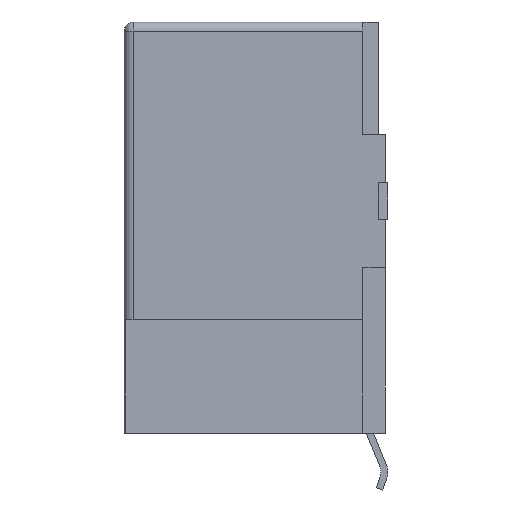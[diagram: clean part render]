
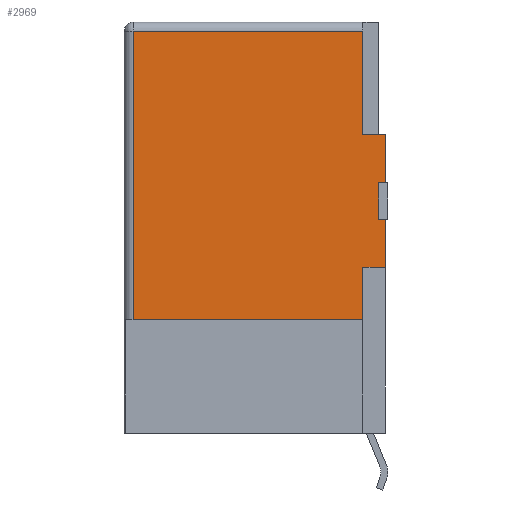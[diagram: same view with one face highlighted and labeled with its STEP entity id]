
A CAD part, left-side view. The second image highlights one B-rep face of the part: STEP entity #2969.
In plain terms, the highlighted planar face has unit normal (-1, 0, 0).
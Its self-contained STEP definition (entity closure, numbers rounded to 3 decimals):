
#11 = ORIENTED_EDGE ( 'NONE', *, *, #340, .F. ) ;
#18 = VERTEX_POINT ( 'NONE', #770 ) ;
#21 = ORIENTED_EDGE ( 'NONE', *, *, #326, .T. ) ;
#28 = VERTEX_POINT ( 'NONE', #755 ) ;
#101 = ORIENTED_EDGE ( 'NONE', *, *, #1194, .T. ) ;
#161 = ORIENTED_EDGE ( 'NONE', *, *, #1223, .T. ) ;
#181 = ORIENTED_EDGE ( 'NONE', *, *, #1231, .F. ) ;
#191 = ORIENTED_EDGE ( 'NONE', *, *, #332, .F. ) ;
#201 = ORIENTED_EDGE ( 'NONE', *, *, #1203, .T. ) ;
#208 = VERTEX_POINT ( 'NONE', #804 ) ;
#217 = VERTEX_POINT ( 'NONE', #797 ) ;
#293 = DIRECTION ( 'NONE',  ( 0., 0., -1. ) ) ;
#300 = EDGE_CURVE ( 'NONE', #5551, #208, #1619, .T. ) ;
#326 = EDGE_CURVE ( 'NONE', #5901, #5921, #1671, .T. ) ;
#332 = EDGE_CURVE ( 'NONE', #5590, #5890, #1683, .T. ) ;
#334 = EDGE_CURVE ( 'NONE', #18, #5901, #1689, .T. ) ;
#340 = EDGE_CURVE ( 'NONE', #28, #5921, #1701, .T. ) ;
#755 = CARTESIAN_POINT ( 'NONE',  ( -6.48, 1., -13.1 ) ) ;
#770 = CARTESIAN_POINT ( 'NONE',  ( -6.48, 1., -0.4 ) ) ;
#797 = CARTESIAN_POINT ( 'NONE',  ( -6.48, 0., -8.68 ) ) ;
#804 = CARTESIAN_POINT ( 'NONE',  ( -6.48, 0., -7.08 ) ) ;
#830 = CARTESIAN_POINT ( 'NONE',  ( -6.48, 0., -10.805 ) ) ;
#931 = EDGE_CURVE ( 'NONE', #217, #5590, #1782, .T. ) ;
#1194 = EDGE_CURVE ( 'NONE', #28, #5890, #2268, .T. ) ;
#1203 = EDGE_CURVE ( 'NONE', #5491, #18, #2286, .T. ) ;
#1214 = EDGE_CURVE ( 'NONE', #5891, #217, #2306, .T. ) ;
#1223 = EDGE_CURVE ( 'NONE', #5911, #208, #2326, .T. ) ;
#1230 = EDGE_CURVE ( 'NONE', #5551, #5491, #2340, .T. ) ;
#1231 = EDGE_CURVE ( 'NONE', #5911, #5891, #2342, .T. ) ;
#1241 = CARTESIAN_POINT ( 'NONE',  ( -6.48, -5.881, -10.805 ) ) ;
#1248 = DIRECTION ( 'NONE',  ( 0., 1., 0. ) ) ;
#1619 = LINE ( 'NONE', #830, #1624 ) ;
#1624 = VECTOR ( 'NONE', #293, 1000. ) ;
#1671 = LINE ( 'NONE', #3641, #1676 ) ;
#1676 = VECTOR ( 'NONE', #3639, 1000. ) ;
#1683 = LINE ( 'NONE', #1241, #1688 ) ;
#1688 = VECTOR ( 'NONE', #1248, 1000. ) ;
#1689 = LINE ( 'NONE', #5441, #1692 ) ;
#1692 = VECTOR ( 'NONE', #5442, 1000. ) ;
#1701 = LINE ( 'NONE', #3672, #1704 ) ;
#1704 = VECTOR ( 'NONE', #3664, 1000. ) ;
#1782 = LINE ( 'NONE', #2476, #1785 ) ;
#1785 = VECTOR ( 'NONE', #2477, 1000. ) ;
#2268 = LINE ( 'NONE', #4110, #2271 ) ;
#2271 = VECTOR ( 'NONE', #4113, 1000. ) ;
#2286 = LINE ( 'NONE', #4151, #2289 ) ;
#2289 = VECTOR ( 'NONE', #4153, 1000. ) ;
#2306 = LINE ( 'NONE', #4188, #2311 ) ;
#2311 = VECTOR ( 'NONE', #4201, 1000. ) ;
#2326 = LINE ( 'NONE', #4240, #2329 ) ;
#2329 = VECTOR ( 'NONE', #4242, 1000. ) ;
#2340 = LINE ( 'NONE', #4270, #2343 ) ;
#2342 = LINE ( 'NONE', #4275, #2345 ) ;
#2343 = VECTOR ( 'NONE', #4273, 1000. ) ;
#2345 = VECTOR ( 'NONE', #4278, 1000. ) ;
#2476 = CARTESIAN_POINT ( 'NONE',  ( -6.48, 0., -10.805 ) ) ;
#2477 = DIRECTION ( 'NONE',  ( 0., 0., -1. ) ) ;
#2969 = ADVANCED_FACE ( 'NONE', ( #5349 ), #4080, .T. ) ;
#3639 = DIRECTION ( 'NONE',  ( 0., 0., -1. ) ) ;
#3641 = CARTESIAN_POINT ( 'NONE',  ( -6.48, 11.1, -18.1 ) ) ;
#3664 = DIRECTION ( 'NONE',  ( 0., 1., 0. ) ) ;
#3672 = CARTESIAN_POINT ( 'NONE',  ( -6.48, 0., -13.1 ) ) ;
#4080 = PLANE ( 'NONE',  #4864 ) ;
#4110 = CARTESIAN_POINT ( 'NONE',  ( -6.48, 1., -18.1 ) ) ;
#4113 = DIRECTION ( 'NONE',  ( 0., 0., 1. ) ) ;
#4115 = CARTESIAN_POINT ( 'NONE',  ( -6.48, 1., -18.1 ) ) ;
#4116 = DIRECTION ( 'NONE',  ( -1., 0., 0. ) ) ;
#4118 = DIRECTION ( 'NONE',  ( 0., -1., 0. ) ) ;
#4151 = CARTESIAN_POINT ( 'NONE',  ( -6.48, 1., -18.1 ) ) ;
#4153 = DIRECTION ( 'NONE',  ( 0., 0., 1. ) ) ;
#4188 = CARTESIAN_POINT ( 'NONE',  ( -6.48, 0.32, -8.68 ) ) ;
#4201 = DIRECTION ( 'NONE',  ( 0., -1., 0. ) ) ;
#4240 = CARTESIAN_POINT ( 'NONE',  ( -6.48, 0.32, -7.08 ) ) ;
#4242 = DIRECTION ( 'NONE',  ( 0., -1., 0. ) ) ;
#4270 = CARTESIAN_POINT ( 'NONE',  ( -6.48, -5.881, -4.955 ) ) ;
#4273 = DIRECTION ( 'NONE',  ( 0., 1., 0. ) ) ;
#4275 = CARTESIAN_POINT ( 'NONE',  ( -6.48, 0.32, -7.08 ) ) ;
#4278 = DIRECTION ( 'NONE',  ( 0., 0., -1. ) ) ;
#4492 = CARTESIAN_POINT ( 'NONE',  ( -6.48, 1., -4.955 ) ) ;
#4525 = CARTESIAN_POINT ( 'NONE',  ( -6.48, 0., -4.955 ) ) ;
#4558 = CARTESIAN_POINT ( 'NONE',  ( -6.48, 0., -10.805 ) ) ;
#4745 = CARTESIAN_POINT ( 'NONE',  ( -6.48, 0.32, -8.68 ) ) ;
#4749 = CARTESIAN_POINT ( 'NONE',  ( -6.48, 11.1, -0.4 ) ) ;
#4752 = CARTESIAN_POINT ( 'NONE',  ( -6.48, 0.32, -7.08 ) ) ;
#4754 = CARTESIAN_POINT ( 'NONE',  ( -6.48, 1., -10.805 ) ) ;
#4755 = CARTESIAN_POINT ( 'NONE',  ( -6.48, 11.1, -13.1 ) ) ;
#4864 = AXIS2_PLACEMENT_3D ( 'NONE', #4115, #4116, #4118 ) ;
#5349 = FACE_OUTER_BOUND ( 'NONE', #5818, .T. ) ;
#5441 = CARTESIAN_POINT ( 'NONE',  ( -6.48, 11.5, -0.4 ) ) ;
#5442 = DIRECTION ( 'NONE',  ( 0., 1., 0. ) ) ;
#5456 = ORIENTED_EDGE ( 'NONE', *, *, #1230, .T. ) ;
#5466 = ORIENTED_EDGE ( 'NONE', *, *, #300, .F. ) ;
#5484 = ORIENTED_EDGE ( 'NONE', *, *, #1214, .F. ) ;
#5491 = VERTEX_POINT ( 'NONE', #4492 ) ;
#5494 = ORIENTED_EDGE ( 'NONE', *, *, #931, .F. ) ;
#5551 = VERTEX_POINT ( 'NONE', #4525 ) ;
#5590 = VERTEX_POINT ( 'NONE', #4558 ) ;
#5813 = ORIENTED_EDGE ( 'NONE', *, *, #334, .T. ) ;
#5818 = EDGE_LOOP ( 'NONE', ( #5813, #21, #11, #101, #191, #5494, #5484, #181, #161, #5466, #5456, #201 ) ) ;
#5890 = VERTEX_POINT ( 'NONE', #4754 ) ;
#5891 = VERTEX_POINT ( 'NONE', #4745 ) ;
#5901 = VERTEX_POINT ( 'NONE', #4749 ) ;
#5911 = VERTEX_POINT ( 'NONE', #4752 ) ;
#5921 = VERTEX_POINT ( 'NONE', #4755 ) ;
